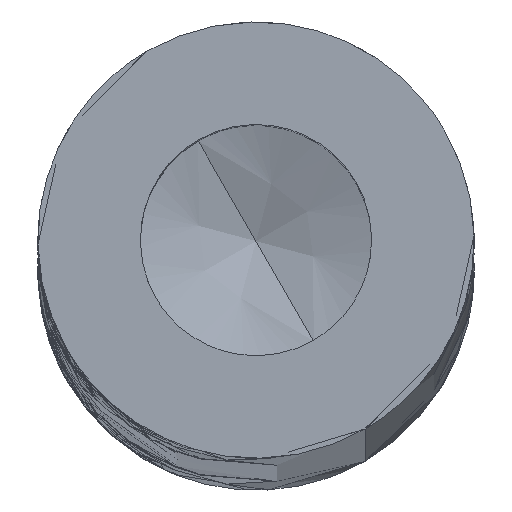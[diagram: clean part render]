
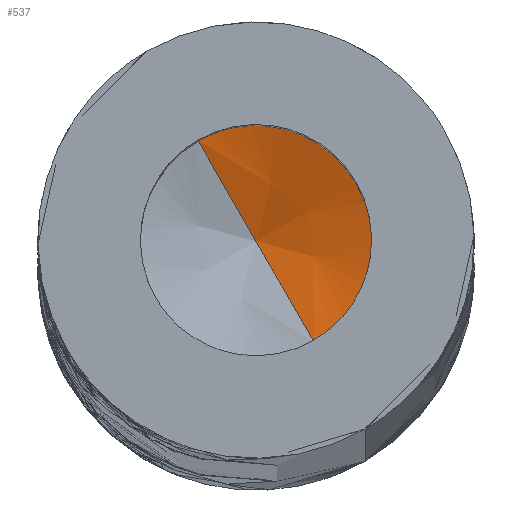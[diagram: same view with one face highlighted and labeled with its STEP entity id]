
A CAD part, top view. The second image highlights one B-rep face of the part: STEP entity #537.
In plain terms, the highlighted free-form (B-spline) face has degree [2, 1] with [9, 2] control points.
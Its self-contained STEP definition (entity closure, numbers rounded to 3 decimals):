
#15 = EDGE_CURVE ( 'NONE', #789, #865, #356, .T. ) ;
#25 = CARTESIAN_POINT ( 'NONE',  ( 1832.24, 2318.594, 2041. ) ) ;
#42 = EDGE_LOOP ( 'NONE', ( #318, #194, #546 ) ) ;
#50 = CARTESIAN_POINT ( 'NONE',  ( 1837.09, 2336.694, 2041. ) ) ;
#123 = CARTESIAN_POINT ( 'NONE',  ( 1825.615, 2330.069, 2037. ) ) ;
#147 = B_SPLINE_CURVE_WITH_KNOTS ( 'NONE', 1,
 ( #160, #428 ),
 .UNSPECIFIED., .F., .F.,
 ( 2, 2 ),
 ( -6., 0.4 ),
 .UNSPECIFIED. ) ;
#160 = CARTESIAN_POINT ( 'NONE',  ( 1825.615, 2330.069, 2037. ) ) ;
#184 = CARTESIAN_POINT ( 'NONE',  ( 1825.615, 2330.069, 2037. ) ) ;
#186 = CARTESIAN_POINT ( 'NONE',  ( 1825.615, 2330.069, 2037. ) ) ;
#194 = ORIENTED_EDGE ( 'NONE', *, *, #971, .T. ) ;
#198 = CARTESIAN_POINT ( 'NONE',  ( 1818.99, 2341.544, 2041. ) ) ;
#206 =( BOUNDED_SURFACE ( )  B_SPLINE_SURFACE ( 2, 1, ( 
 ( #184, #267 ),
 ( #186, #933 ),
 ( #444, #528 ),
 ( #365, #294 ),
 ( #552, #536 ),
 ( #123, #876 ),
 ( #376, #462 ),
 ( #942, #864 ),
 ( #624, #280 ) ),
 .UNSPECIFIED., .T., .F., .F. ) 
 B_SPLINE_SURFACE_WITH_KNOTS ( ( 3, 2, 2, 2, 3 ),
 ( 2, 2 ),
 ( 0., 90., 180., 270., 360. ),
 ( -6., 0.528 ),
 .UNSPECIFIED. ) 
 GEOMETRIC_REPRESENTATION_ITEM ( )  RATIONAL_B_SPLINE_SURFACE ( (
 ( 1., 1.),
 ( 0.707, 0.707),
 ( 1., 1.),
 ( 0.707, 0.707),
 ( 1., 1.),
 ( 0.707, 0.707),
 ( 1., 1.),
 ( 0.707, 0.707),
 ( 1., 1.) ) ) 
 REPRESENTATION_ITEM ( '' )  SURFACE ( )  );
#267 = CARTESIAN_POINT ( 'NONE',  ( 1832.373, 2318.365, 2041.08 ) ) ;
#280 = CARTESIAN_POINT ( 'NONE',  ( 1832.373, 2318.365, 2041.08 ) ) ;
#294 = CARTESIAN_POINT ( 'NONE',  ( 1830.562, 2348.531, 2041.08 ) ) ;
#318 = ORIENTED_EDGE ( 'NONE', *, *, #437, .F. ) ;
#356 =( BOUNDED_CURVE ( )  B_SPLINE_CURVE ( 2, ( #460, #781, #50, #874, #198 ),
 .UNSPECIFIED., .F., .F. ) 
 B_SPLINE_CURVE_WITH_KNOTS ( ( 3, 2, 3 ),
 ( 0., 90., 180. ),
 .UNSPECIFIED. ) 
 CURVE ( )  GEOMETRIC_REPRESENTATION_ITEM ( )  RATIONAL_B_SPLINE_CURVE ( ( 1., 0.707, 1., 0.707, 1. ) ) 
 REPRESENTATION_ITEM ( '' )  );
#365 = CARTESIAN_POINT ( 'NONE',  ( 1825.615, 2330.069, 2037. ) ) ;
#376 = CARTESIAN_POINT ( 'NONE',  ( 1825.615, 2330.069, 2037. ) ) ;
#398 = B_SPLINE_CURVE_WITH_KNOTS ( 'NONE', 1,
 ( #772, #941 ),
 .UNSPECIFIED., .F., .F.,
 ( 2, 2 ),
 ( -6., 0.4 ),
 .UNSPECIFIED. ) ;
#428 = CARTESIAN_POINT ( 'NONE',  ( 1818.99, 2341.544, 2041. ) ) ;
#437 = EDGE_CURVE ( 'NONE', #483, #865, #147, .T. ) ;
#444 = CARTESIAN_POINT ( 'NONE',  ( 1825.615, 2330.069, 2037. ) ) ;
#460 = CARTESIAN_POINT ( 'NONE',  ( 1832.24, 2318.594, 2041. ) ) ;
#462 = CARTESIAN_POINT ( 'NONE',  ( 1813.911, 2323.312, 2041.08 ) ) ;
#483 = VERTEX_POINT ( 'NONE', #754 ) ;
#528 = CARTESIAN_POINT ( 'NONE',  ( 1837.319, 2336.827, 2041.08 ) ) ;
#536 = CARTESIAN_POINT ( 'NONE',  ( 1818.858, 2341.773, 2041.08 ) ) ;
#537 = ADVANCED_FACE ( 'NONE', ( #962 ), #206, .F. ) ;
#546 = ORIENTED_EDGE ( 'NONE', *, *, #15, .T. ) ;
#552 = CARTESIAN_POINT ( 'NONE',  ( 1825.615, 2330.069, 2037. ) ) ;
#624 = CARTESIAN_POINT ( 'NONE',  ( 1825.615, 2330.069, 2037. ) ) ;
#754 = CARTESIAN_POINT ( 'NONE',  ( 1825.615, 2330.069, 2037. ) ) ;
#772 = CARTESIAN_POINT ( 'NONE',  ( 1825.615, 2330.069, 2037. ) ) ;
#781 = CARTESIAN_POINT ( 'NONE',  ( 1843.715, 2325.219, 2041. ) ) ;
#789 = VERTEX_POINT ( 'NONE', #25 ) ;
#851 = CARTESIAN_POINT ( 'NONE',  ( 1818.99, 2341.544, 2041. ) ) ;
#864 = CARTESIAN_POINT ( 'NONE',  ( 1820.668, 2311.607, 2041.08 ) ) ;
#865 = VERTEX_POINT ( 'NONE', #851 ) ;
#874 = CARTESIAN_POINT ( 'NONE',  ( 1830.465, 2348.169, 2041. ) ) ;
#876 = CARTESIAN_POINT ( 'NONE',  ( 1807.153, 2335.016, 2041.08 ) ) ;
#933 = CARTESIAN_POINT ( 'NONE',  ( 1844.077, 2325.122, 2041.08 ) ) ;
#941 = CARTESIAN_POINT ( 'NONE',  ( 1832.24, 2318.594, 2041. ) ) ;
#942 = CARTESIAN_POINT ( 'NONE',  ( 1825.615, 2330.069, 2037. ) ) ;
#962 = FACE_OUTER_BOUND ( 'NONE', #42, .T. ) ;
#971 = EDGE_CURVE ( 'NONE', #483, #789, #398, .T. ) ;
